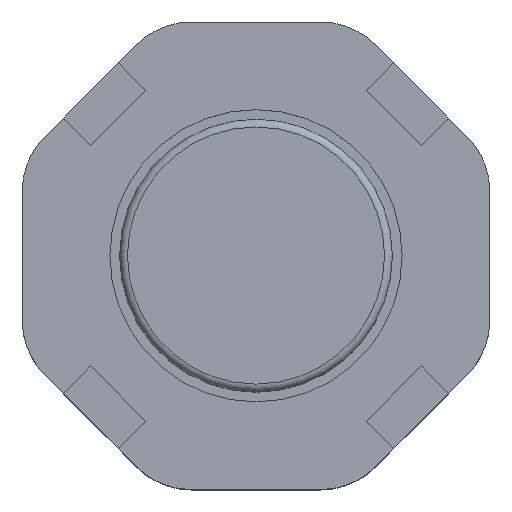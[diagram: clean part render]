
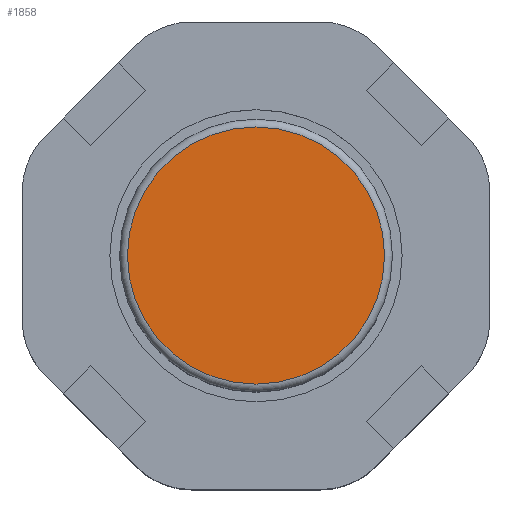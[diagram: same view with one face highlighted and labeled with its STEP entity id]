
A CAD part, top view. The second image highlights one B-rep face of the part: STEP entity #1858.
In plain terms, the highlighted planar face has unit normal (0, 0, 1).
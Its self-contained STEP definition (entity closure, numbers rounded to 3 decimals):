
#112=PLANE('',#2047);
#209=FACE_OUTER_BOUND('',#308,.T.);
#308=EDGE_LOOP('',(#1707));
#800=CIRCLE('',#2042,1.65);
#958=VERTEX_POINT('',#3047);
#1208=EDGE_CURVE('',#958,#958,#800,.T.);
#1707=ORIENTED_EDGE('',*,*,#1208,.F.);
#1858=ADVANCED_FACE('',(#209),#112,.T.);
#2042=AXIS2_PLACEMENT_3D('',#3048,#2503,#2504);
#2047=AXIS2_PLACEMENT_3D('',#3056,#2514,#2515);
#2503=DIRECTION('center_axis',(0.,0.,-1.));
#2504=DIRECTION('ref_axis',(1.,0.,0.));
#2514=DIRECTION('center_axis',(0.,0.,1.));
#2515=DIRECTION('ref_axis',(1.,0.,0.));
#3047=CARTESIAN_POINT('',(-1.65,0.,5.));
#3048=CARTESIAN_POINT('Origin',(0.,0.,5.));
#3056=CARTESIAN_POINT('Origin',(0.,0.,5.));
